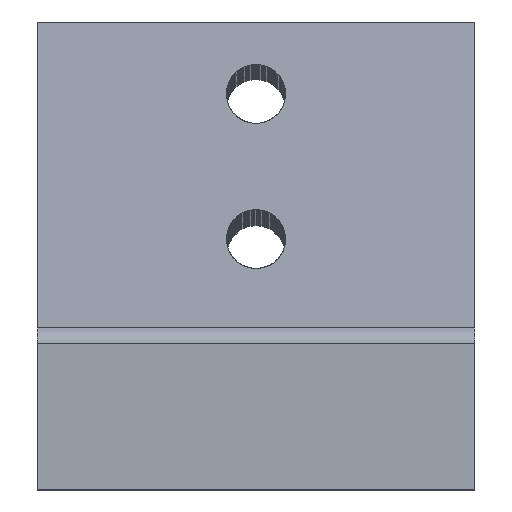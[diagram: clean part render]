
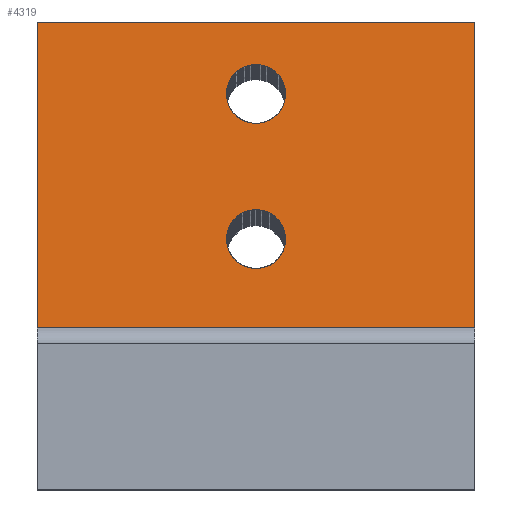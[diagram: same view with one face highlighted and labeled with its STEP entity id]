
A CAD part, left-side view. The second image highlights one B-rep face of the part: STEP entity #4319.
In plain terms, the highlighted planar face has unit normal (-0.996, 0, 0.087).
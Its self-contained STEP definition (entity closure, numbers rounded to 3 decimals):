
#2535=VERTEX_POINT('',#6526);
#2547=VERTEX_POINT('',#6539);
#3355=VERTEX_POINT('',#7438);
#3365=VERTEX_POINT('',#7448);
#3483=VERTEX_POINT('',#7582);
#3767=VERTEX_POINT('',#7903);
#3893=EDGE_CURVE('',#3767,#3365,#8042,.T.);
#3895=EDGE_CURVE('',#3483,#4689,#8044,.T.);
#3997=EDGE_CURVE('',#2535,#3483,#8157,.T.);
#4073=EDGE_CURVE('',#2535,#2547,#8241,.T.);
#4319=ADVANCED_FACE('',(#8508,#8509,#8510),#8511,.T.);
#4689=VERTEX_POINT('',#8916);
#4931=EDGE_CURVE('',#5249,#3355,#9191,.T.);
#5181=EDGE_CURVE('',#3355,#5249,#9469,.T.);
#5249=VERTEX_POINT('',#9544);
#5799=EDGE_CURVE('',#4689,#2547,#10149,.T.);
#5905=EDGE_CURVE('',#3365,#3767,#10269,.T.);
#6526=CARTESIAN_POINT('',(32.4,62.4,80.0));
#6539=CARTESIAN_POINT('',(32.4,-12.4,80.0));
#7438=CARTESIAN_POINT('',(29.117,19.966,42.47));
#7448=CARTESIAN_POINT('',(31.287,19.966,67.28));
#7582=CARTESIAN_POINT('',(27.828,62.4,27.739));
#7903=CARTESIAN_POINT('',(31.364,30.034,68.157));
#8042=CIRCLE('',#13010,5.053);
#8044=LINE('',#13013,#13014);
#8157=LINE('',#13160,#13161);
#8241=LINE('',#13272,#13273);
#8508=FACE_BOUND('',#13624,.T.);
#8509=FACE_BOUND('',#13625,.T.);
#8510=FACE_OUTER_BOUND('',#13626,.T.);
#8511=PLANE('',#13627);
#8916=CARTESIAN_POINT('',(27.828,-12.4,27.739));
#9191=CIRCLE('',#14507,5.053);
#9469=CIRCLE('',#14859,5.053);
#9544=CARTESIAN_POINT('',(29.193,30.034,43.347));
#10149=LINE('',#15734,#15735);
#10269=CIRCLE('',#15886,5.053);
#13010=AXIS2_PLACEMENT_3D('',#18801,#18802,#18803);
#13013=CARTESIAN_POINT('',(27.828,62.4,27.739));
#13014=VECTOR('',#18804,1.0);
#13160=CARTESIAN_POINT('',(32.4,62.4,80.0));
#13161=VECTOR('',#18972,1.0);
#13272=CARTESIAN_POINT('',(32.4,62.4,80.0));
#13273=VECTOR('',#19075,1.0);
#13624=EDGE_LOOP('',(#19426,#19427));
#13625=EDGE_LOOP('',(#19428,#19429));
#13626=EDGE_LOOP('',(#19430,#19431,#19432,#19433));
#13627=AXIS2_PLACEMENT_3D('',#19434,#19435,#19436);
#14507=AXIS2_PLACEMENT_3D('',#20357,#20358,#20359);
#14859=AXIS2_PLACEMENT_3D('',#20746,#20747,#20748);
#15734=CARTESIAN_POINT('',(32.4,-12.4,80.0));
#15735=VECTOR('',#21695,1.0);
#15886=AXIS2_PLACEMENT_3D('',#21883,#21884,#21885);
#18801=CARTESIAN_POINT('',(31.326,25.,67.719));
#18802=DIRECTION('',(0.996,0.,-0.087));
#18803=DIRECTION('',(0.008,0.996,0.087));
#18804=DIRECTION('',(0.0,-1.0,0.0));
#18972=DIRECTION('',(-0.087,0.0,-0.996));
#19075=DIRECTION('',(0.0,-1.0,0.0));
#19426=ORIENTED_EDGE('',*,*,#4931,.T.);
#19427=ORIENTED_EDGE('',*,*,#5181,.T.);
#19428=ORIENTED_EDGE('',*,*,#3893,.T.);
#19429=ORIENTED_EDGE('',*,*,#5905,.T.);
#19430=ORIENTED_EDGE('',*,*,#5799,.T.);
#19431=ORIENTED_EDGE('',*,*,#4073,.F.);
#19432=ORIENTED_EDGE('',*,*,#3997,.T.);
#19433=ORIENTED_EDGE('',*,*,#3895,.T.);
#19434=CARTESIAN_POINT('',(27.828,62.4,27.739));
#19435=DIRECTION('',(-0.996,0.0,0.087));
#19436=DIRECTION('',(0.0,-1.0,0.0));
#20357=CARTESIAN_POINT('',(29.155,25.,42.909));
#20358=DIRECTION('',(0.996,0.,-0.087));
#20359=DIRECTION('',(0.008,0.996,0.087));
#20746=CARTESIAN_POINT('',(29.155,25.,42.909));
#20747=DIRECTION('',(0.996,0.,-0.087));
#20748=DIRECTION('',(0.008,0.996,0.087));
#21695=DIRECTION('',(0.087,0.0,0.996));
#21883=CARTESIAN_POINT('',(31.326,25.,67.719));
#21884=DIRECTION('',(0.996,0.,-0.087));
#21885=DIRECTION('',(0.008,0.996,0.087));
